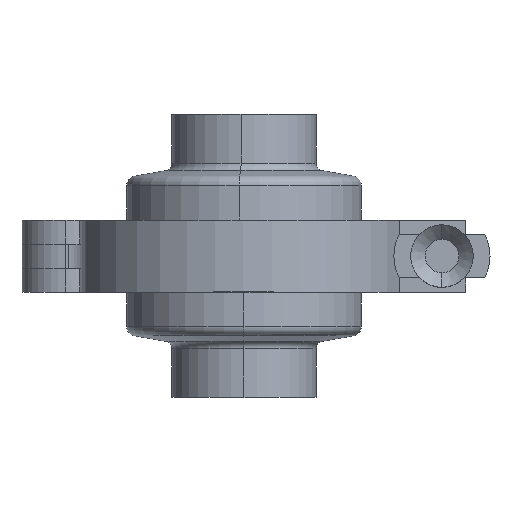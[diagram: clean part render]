
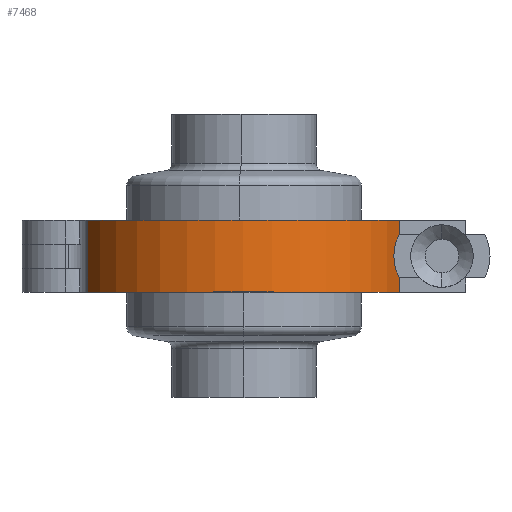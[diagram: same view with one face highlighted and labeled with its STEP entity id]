
A CAD part, top view. The second image highlights one B-rep face of the part: STEP entity #7468.
In plain terms, the highlighted cylindrical face has radius 43.891 mm (diameter 87.782 mm), a partial arc.
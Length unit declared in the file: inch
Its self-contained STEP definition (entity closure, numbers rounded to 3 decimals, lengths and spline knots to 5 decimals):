
#53 = EDGE_CURVE ( 'NONE', #10050, #3899, #3260, .T. ) ;
#148 = AXIS2_PLACEMENT_3D ( 'NONE', #2288, #3347, #1427 ) ;
#996 = EDGE_CURVE ( 'NONE', #3899, #7487, #6259, .T. ) ;
#1068 = DIRECTION ( 'NONE',  ( -1., 0., 0. ) ) ;
#1427 = DIRECTION ( 'NONE',  ( -1., 0., 0. ) ) ;
#2288 = CARTESIAN_POINT ( 'NONE',  ( 0., -0.3565, 0. ) ) ;
#2429 = DIRECTION ( 'NONE',  ( 0., 1., 0. ) ) ;
#2661 = CARTESIAN_POINT ( 'NONE',  ( -1.62522, 0.3915, 0.58707 ) ) ;
#3260 = LINE ( 'NONE', #5345, #5362 ) ;
#3347 = DIRECTION ( 'NONE',  ( 0., -1., 0. ) ) ;
#3868 = CARTESIAN_POINT ( 'NONE',  ( 1.62049, -0.3565, 0.6 ) ) ;
#3899 = VERTEX_POINT ( 'NONE', #2661 ) ;
#4094 = CIRCLE ( 'NONE', #148, 1.728 ) ;
#4869 = CARTESIAN_POINT ( 'NONE',  ( 0., -0.3565, 0. ) ) ;
#5053 = EDGE_CURVE ( 'NONE', #8380, #7487, #10436, .T. ) ;
#5063 = VECTOR ( 'NONE', #2429, 39.37008 ) ;
#5345 = CARTESIAN_POINT ( 'NONE',  ( -1.62522, 0.0175, 0.58707 ) ) ;
#5362 = VECTOR ( 'NONE', #7118, 39.37008 ) ;
#5760 = CARTESIAN_POINT ( 'NONE',  ( -1.62522, -0.3565, 0.58707 ) ) ;
#5821 = DIRECTION ( 'NONE',  ( 0., 1., 0. ) ) ;
#5983 = DIRECTION ( 'NONE',  ( 0., 1., 0. ) ) ;
#6259 = CIRCLE ( 'NONE', #7437, 1.728 ) ;
#6557 = ORIENTED_EDGE ( 'NONE', *, *, #996, .F. ) ;
#6921 = CARTESIAN_POINT ( 'NONE',  ( 0., 0.3915, 0. ) ) ;
#7118 = DIRECTION ( 'NONE',  ( 0., 1., 0. ) ) ;
#7216 = CYLINDRICAL_SURFACE ( 'NONE', #10834, 1.728 ) ;
#7437 = AXIS2_PLACEMENT_3D ( 'NONE', #6921, #5983, #11672 ) ;
#7468 = ADVANCED_FACE ( 'NONE', ( #10513 ), #7216, .T. ) ;
#7487 = VERTEX_POINT ( 'NONE', #11026 ) ;
#8380 = VERTEX_POINT ( 'NONE', #3868 ) ;
#8437 = EDGE_CURVE ( 'NONE', #8380, #10050, #4094, .T. ) ;
#8954 = EDGE_LOOP ( 'NONE', ( #12105, #11319, #11526, #6557 ) ) ;
#9054 = CARTESIAN_POINT ( 'NONE',  ( 1.62049, 0.0175, 0.6 ) ) ;
#10050 = VERTEX_POINT ( 'NONE', #5760 ) ;
#10436 = LINE ( 'NONE', #9054, #5063 ) ;
#10513 = FACE_OUTER_BOUND ( 'NONE', #8954, .T. ) ;
#10834 = AXIS2_PLACEMENT_3D ( 'NONE', #4869, #5821, #1068 ) ;
#11026 = CARTESIAN_POINT ( 'NONE',  ( 1.62049, 0.3915, 0.6 ) ) ;
#11319 = ORIENTED_EDGE ( 'NONE', *, *, #8437, .F. ) ;
#11526 = ORIENTED_EDGE ( 'NONE', *, *, #5053, .T. ) ;
#11672 = DIRECTION ( 'NONE',  ( -1., 0., 0. ) ) ;
#12105 = ORIENTED_EDGE ( 'NONE', *, *, #53, .F. ) ;
